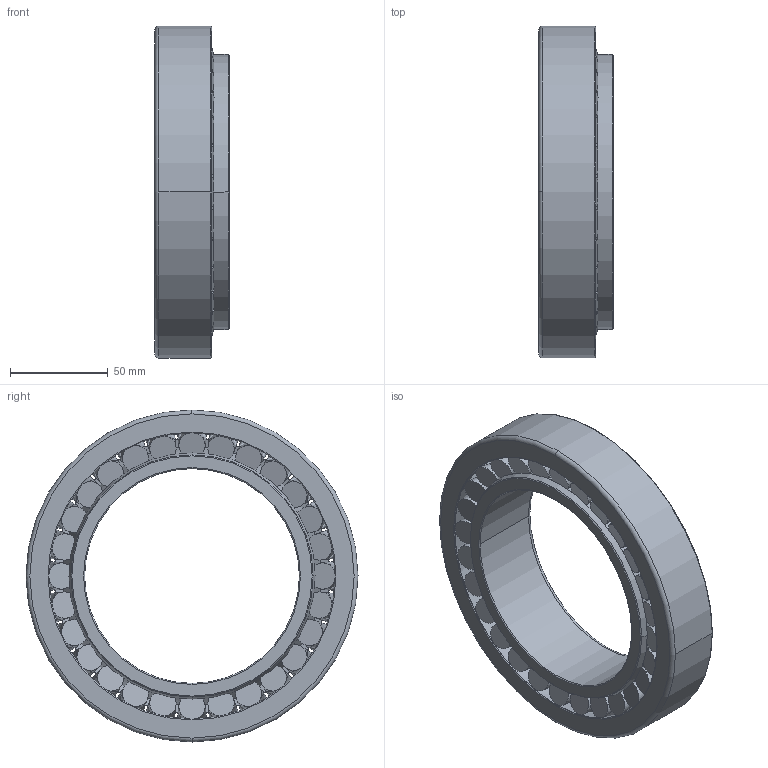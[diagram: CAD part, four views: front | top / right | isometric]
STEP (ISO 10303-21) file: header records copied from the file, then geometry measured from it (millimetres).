
FILE_DESCRIPTION(('STEP AP214'),'1');
FILE_NAME('skf_bearing_32022_x_2.stp','2024-08-21T05:17:57',('TraceParts'),('TraceParts S.A.'),'Spatial InterOp 3D',' ',' ');
FILE_SCHEMA(('AUTOMOTIVE_DESIGN { 1 0 10303 214 1 1 1 1 }'));
Length unit declared in the file: millimetre
Products named in the file (1): skf_bearing_32022_x_2_1
Bounding box: 38 x 170 x 170 mm (x, y, z)
Volume: 373803.2 mm3; surface area: 120633.2 mm2
Topology: 3 solids, 3 shells, 204 faces, 423 edges, 279 vertices
Faces by surface type: cone 70, torus 68, plane 60, cylinder 6
Entity records: 7449 total; most frequent: CARTESIAN_POINT 3037, DIRECTION 960, ORIENTED_EDGE 846, AXIS2_PLACEMENT_3D 442, EDGE_CURVE 423, VERTEX_POINT 279, EDGE_LOOP 264, CIRCLE 235
